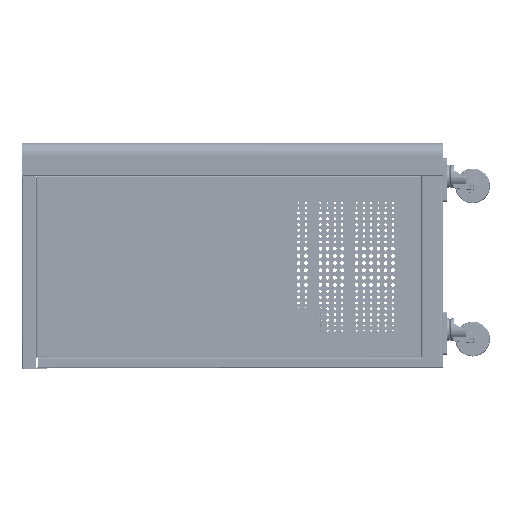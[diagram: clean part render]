
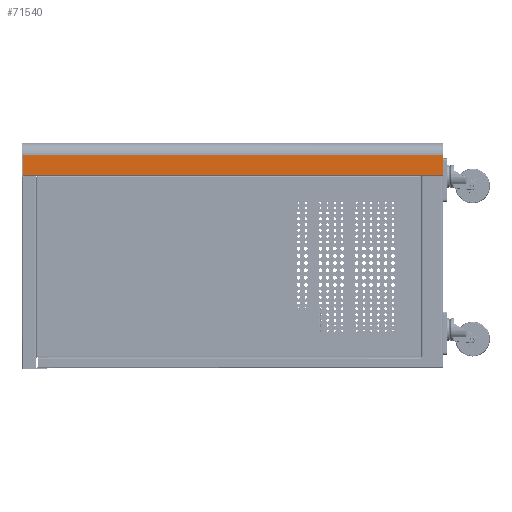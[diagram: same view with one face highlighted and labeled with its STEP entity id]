
A CAD part, left-side view. The second image highlights one B-rep face of the part: STEP entity #71540.
In plain terms, the highlighted planar face has unit normal (-1, 0, 0).
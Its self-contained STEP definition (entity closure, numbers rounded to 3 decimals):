
#5124 = EDGE_CURVE ( 'NONE', #27548, #15583, #154159, .T. ) ;
#10900 = CARTESIAN_POINT ( 'NONE',  ( 0., 0., 0. ) ) ;
#15583 = VERTEX_POINT ( 'NONE', #151742 ) ;
#18161 = VECTOR ( 'NONE', #33659, 1000. ) ;
#27548 = VERTEX_POINT ( 'NONE', #198208 ) ;
#28846 = CARTESIAN_POINT ( 'NONE',  ( 0., -45.76, -45. ) ) ;
#30820 = LINE ( 'NONE', #28846, #51197 ) ;
#32756 = DIRECTION ( 'NONE',  ( 0., 0., 1. ) ) ;
#33659 = DIRECTION ( 'NONE',  ( 0., -1., 0. ) ) ;
#34912 = ORIENTED_EDGE ( 'NONE', *, *, #5124, .F. ) ;
#43025 = DIRECTION ( 'NONE',  ( 0., 0., -1. ) ) ;
#47344 = ORIENTED_EDGE ( 'NONE', *, *, #136879, .F. ) ;
#47891 = DIRECTION ( 'NONE',  ( 0., -1., 0. ) ) ;
#48908 = CARTESIAN_POINT ( 'NONE',  ( 0., -623.8, -1.2 ) ) ;
#49223 = EDGE_CURVE ( 'NONE', #15583, #125530, #185303, .T. ) ;
#51197 = VECTOR ( 'NONE', #32756, 1000. ) ;
#65268 = CARTESIAN_POINT ( 'NONE',  ( 0., -45.76, -43.613 ) ) ;
#71540 = ADVANCED_FACE ( 'NONE', ( #178463 ), #117458, .F. ) ;
#80929 = EDGE_LOOP ( 'NONE', ( #160174, #180466, #34912, #47344 ) ) ;
#83806 = AXIS2_PLACEMENT_3D ( 'NONE', #10900, #147378, #43025 ) ;
#98227 = VERTEX_POINT ( 'NONE', #65268 ) ;
#105790 = EDGE_CURVE ( 'NONE', #98227, #125530, #110071, .T. ) ;
#110071 = LINE ( 'NONE', #126965, #18161 ) ;
#112199 = DIRECTION ( 'NONE',  ( 0., 0., -1. ) ) ;
#117458 = PLANE ( 'NONE',  #83806 ) ;
#125530 = VERTEX_POINT ( 'NONE', #133057 ) ;
#126129 = CARTESIAN_POINT ( 'NONE',  ( 0., -623.8, -16.2 ) ) ;
#126965 = CARTESIAN_POINT ( 'NONE',  ( 0., -45.76, -43.613 ) ) ;
#133057 = CARTESIAN_POINT ( 'NONE',  ( 0., -623.8, -43.613 ) ) ;
#136879 = EDGE_CURVE ( 'NONE', #98227, #27548, #30820, .T. ) ;
#147378 = DIRECTION ( 'NONE',  ( 1., 0., 0. ) ) ;
#148489 = VECTOR ( 'NONE', #112199, 1000. ) ;
#151742 = CARTESIAN_POINT ( 'NONE',  ( 0., -623.8, -16.2 ) ) ;
#154159 = LINE ( 'NONE', #126129, #195386 ) ;
#160174 = ORIENTED_EDGE ( 'NONE', *, *, #105790, .T. ) ;
#178463 = FACE_OUTER_BOUND ( 'NONE', #80929, .T. ) ;
#180466 = ORIENTED_EDGE ( 'NONE', *, *, #49223, .F. ) ;
#185303 = LINE ( 'NONE', #48908, #148489 ) ;
#195386 = VECTOR ( 'NONE', #47891, 1000. ) ;
#198208 = CARTESIAN_POINT ( 'NONE',  ( 0., -45.76, -16.2 ) ) ;
